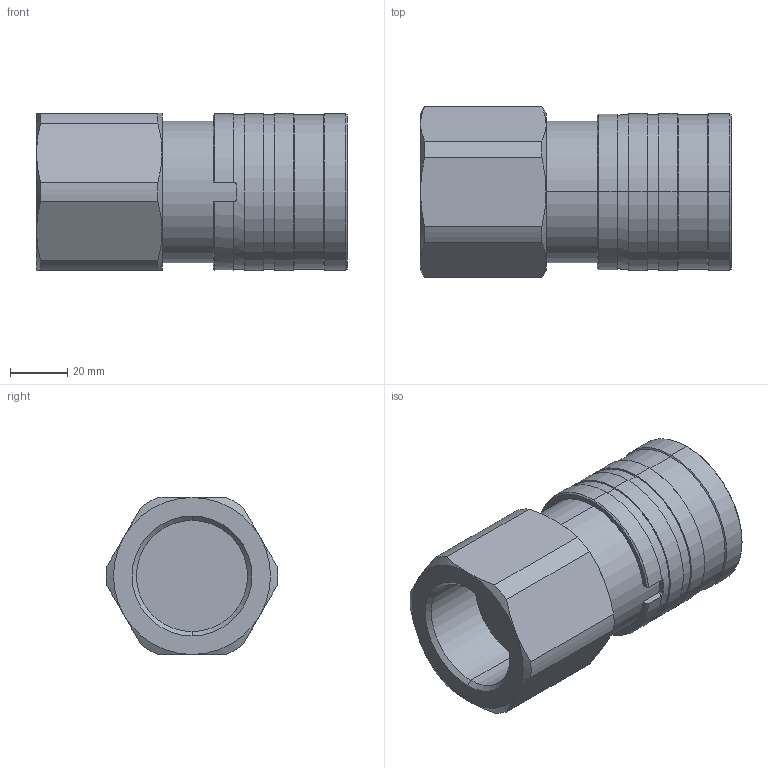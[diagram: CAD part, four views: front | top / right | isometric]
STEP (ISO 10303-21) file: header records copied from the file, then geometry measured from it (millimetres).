
FILE_DESCRIPTION (( 'STEP AP214' ), '1' );
FILE_NAME ('FEM-1001-20FB.STEP', '2013-06-28T11:21:09', ( 'admin' ), ( 'Microsoft' ), 'SwSTEP 2.0', 'SolidWorks 2009', '' );
FILE_SCHEMA (( 'AUTOMOTIVE_DESIGN' ));
Length unit declared in the file: millimetre
Products named in the file (1): FEM-1001-20FB
Bounding box: 109 x 59.96 x 55 mm (x, y, z)
Volume: 228981.9 mm3; surface area: 32168.6 mm2
Topology: 1 solids, 1 shells, 124 faces, 280 edges, 171 vertices
Faces by surface type: cylinder 48, cone 33, plane 30, torus 13
Entity records: 3721 total; most frequent: CARTESIAN_POINT 892, DIRECTION 628, ORIENTED_EDGE 560, EDGE_CURVE 280, AXIS2_PLACEMENT_3D 267, VERTEX_POINT 171, CIRCLE 142, EDGE_LOOP 137
